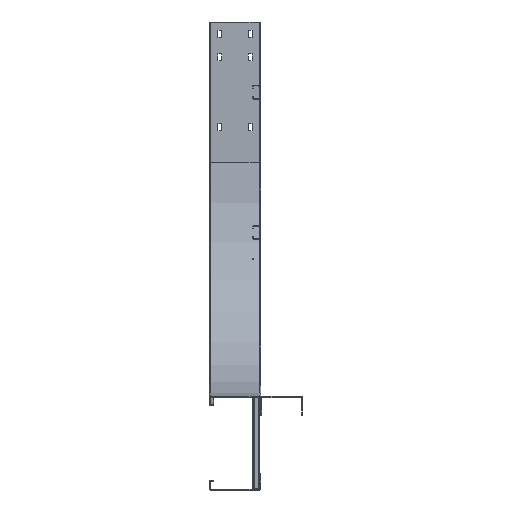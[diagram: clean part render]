
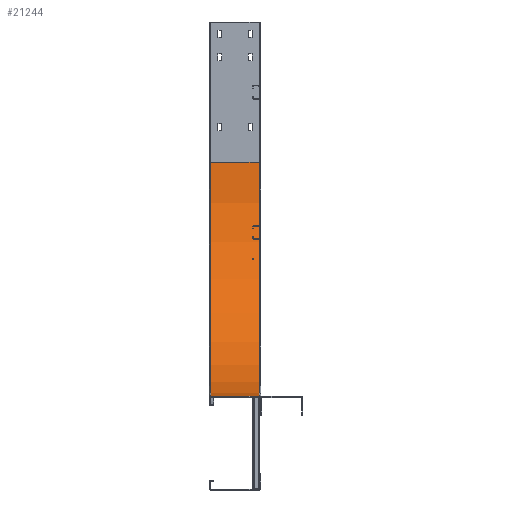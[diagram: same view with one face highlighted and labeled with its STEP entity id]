
A CAD part, left-side view. The second image highlights one B-rep face of the part: STEP entity #21244.
In plain terms, the highlighted cylindrical face has radius 500 mm (diameter 1000 mm), a partial arc.
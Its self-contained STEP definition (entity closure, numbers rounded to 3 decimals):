
#18783=CARTESIAN_POINT('',(-300.,106.5,500.));
#18784=DIRECTION('',(0.,-1.,0.));
#18785=DIRECTION('',(-1.,0.,0.));
#18786=AXIS2_PLACEMENT_3D('',#18783,#18784,#18785);
#18793=DIRECTION('',(0.,1.,0.));
#18794=VECTOR('',#18793,103.);
#18795=CARTESIAN_POINT('',(-300.,3.5,0.));
#18796=LINE('',#18795,#18794);
#18797=DIRECTION('',(0.,-1.,0.));
#18798=VECTOR('',#18797,103.);
#18799=CARTESIAN_POINT('',(-800.,106.5,500.));
#18800=LINE('',#18799,#18798);
#18811=CARTESIAN_POINT('',(-300.,3.5,500.));
#18812=DIRECTION('',(0.,1.,0.));
#18813=DIRECTION('',(0.,0.,-1.));
#18814=AXIS2_PLACEMENT_3D('',#18811,#18812,#18813);
#20486=CARTESIAN_POINT('',(-800.,3.5,500.));
#20488=VERTEX_POINT('',#20486);
#20494=CARTESIAN_POINT('',(-800.,106.5,500.));
#20495=VERTEX_POINT('',#20494);
#20547=CARTESIAN_POINT('',(-300.,3.5,0.));
#20549=VERTEX_POINT('',#20547);
#20550=CARTESIAN_POINT('',(-300.,106.5,0.));
#20551=VERTEX_POINT('',#20550);
#21231=CARTESIAN_POINT('',(-300.,0.,500.));
#21232=DIRECTION('',(0.,1.,0.));
#21233=DIRECTION('',(0.,0.,1.));
#21234=AXIS2_PLACEMENT_3D('',#21231,#21232,#21233);
#21235=CYLINDRICAL_SURFACE('',#21234,500.);
#21236=ORIENTED_EDGE('',*,*,#20721,.F.);
#21238=ORIENTED_EDGE('',*,*,#21237,.T.);
#21240=ORIENTED_EDGE('',*,*,#21239,.F.);
#21241=ORIENTED_EDGE('',*,*,#21223,.T.);
#21242=EDGE_LOOP('',(#21236,#21238,#21240,#21241));
#21243=FACE_OUTER_BOUND('',#21242,.F.);
#21244=ADVANCED_FACE('',(#21243),#21235,.F.);
#18787=CIRCLE('',#18786,500.);
#18815=CIRCLE('',#18814,500.);
#20721=EDGE_CURVE('',#20549,#20551,#18796,.T.);
#21223=EDGE_CURVE('',#20495,#20551,#18787,.T.);
#21237=EDGE_CURVE('',#20549,#20488,#18815,.T.);
#21239=EDGE_CURVE('',#20495,#20488,#18800,.T.);
